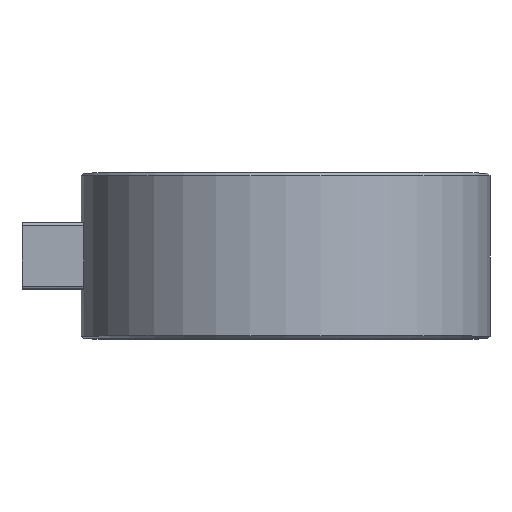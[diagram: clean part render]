
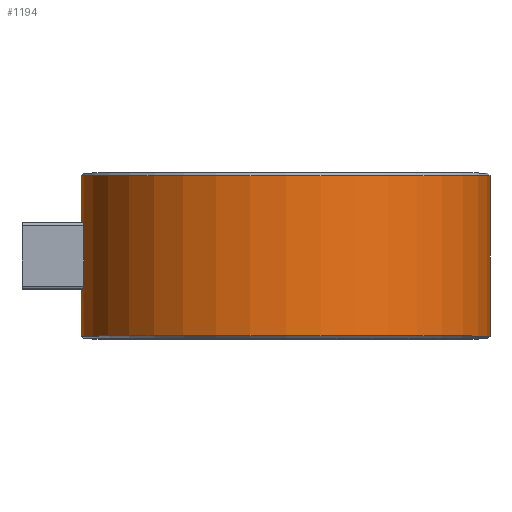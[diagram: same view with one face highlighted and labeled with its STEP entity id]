
A CAD part, top view. The second image highlights one B-rep face of the part: STEP entity #1194.
In plain terms, the highlighted cylindrical face has radius 148 mm (diameter 296 mm), a partial arc.
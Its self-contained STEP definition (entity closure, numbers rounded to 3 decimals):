
#76 = CARTESIAN_POINT ( 'NONE',  ( 148., 2., 0. ) ) ;
#256 = ORIENTED_EDGE ( 'NONE', *, *, #2951, .T. ) ;
#263 = CARTESIAN_POINT ( 'NONE',  ( -146.108, 36.777, 23.588 ) ) ;
#359 = ORIENTED_EDGE ( 'NONE', *, *, #3463, .F. ) ;
#388 = CARTESIAN_POINT ( 'NONE',  ( 148., 2., 0. ) ) ;
#592 = DIRECTION ( 'NONE',  ( 0., 1., 0. ) ) ;
#633 = CARTESIAN_POINT ( 'NONE',  ( -146.109, 83.227, 23.585 ) ) ;
#637 = EDGE_CURVE ( 'NONE', #940, #3519, #4020, .T. ) ;
#652 = DIRECTION ( 'NONE',  ( 0., -1., 0. ) ) ;
#767 = AXIS2_PLACEMENT_3D ( 'NONE', #3489, #2814, #3808 ) ;
#807 = AXIS2_PLACEMENT_3D ( 'NONE', #975, #3666, #3601 ) ;
#884 = CARTESIAN_POINT ( 'NONE',  ( -148., 2., 0. ) ) ;
#926 = CARTESIAN_POINT ( 'NONE',  ( -146.075, 37.109, 23.796 ) ) ;
#940 = VERTEX_POINT ( 'NONE', #2432 ) ;
#942 = CARTESIAN_POINT ( 'NONE',  ( -146.316, 36., 22.263 ) ) ;
#951 = VECTOR ( 'NONE', #3470, 1000. ) ;
#975 = CARTESIAN_POINT ( 'NONE',  ( 0., 2., 0. ) ) ;
#982 = CARTESIAN_POINT ( 'NONE',  ( 0., 84., 0. ) ) ;
#1000 = DIRECTION ( 'NONE',  ( -1., 0., 0. ) ) ;
#1130 = AXIS2_PLACEMENT_3D ( 'NONE', #982, #592, #1271 ) ;
#1142 = ORIENTED_EDGE ( 'NONE', *, *, #2534, .T. ) ;
#1194 = ADVANCED_FACE ( 'NONE', ( #2293 ), #1368, .T. ) ;
#1217 = CARTESIAN_POINT ( 'NONE',  ( -146.041, 2., 24. ) ) ;
#1240 = AXIS2_PLACEMENT_3D ( 'NONE', #1719, #1649, #1334 ) ;
#1256 = CARTESIAN_POINT ( 'NONE',  ( -146.122, 36.674, 23.503 ) ) ;
#1271 = DIRECTION ( 'NONE',  ( 0., 0., -1. ) ) ;
#1309 = CARTESIAN_POINT ( 'NONE',  ( -146.356, 36., 22. ) ) ;
#1334 = DIRECTION ( 'NONE',  ( 0., 0., -1. ) ) ;
#1368 = CYLINDRICAL_SURFACE ( 'NONE', #807, 148. ) ;
#1471 = CARTESIAN_POINT ( 'NONE',  ( 148., 118., 0. ) ) ;
#1507 = B_SPLINE_CURVE_WITH_KNOTS ( 'NONE', 3,
 ( #1909, #3572, #2547, #3872, #3207, #926, #2244, #263, #1256, #1601, #2920, #4224, #942, #2261 ),
 .UNSPECIFIED., .F., .F.,
 ( 4, 2, 2, 2, 2, 2, 4 ),
 ( 0., 0., 0.001, 0.001, 0.002, 0.002, 0.003 ),
 .UNSPECIFIED. ) ;
#1601 = CARTESIAN_POINT ( 'NONE',  ( -146.166, 36.398, 23.226 ) ) ;
#1613 = CARTESIAN_POINT ( 'NONE',  ( -146.152, 83.511, 23.317 ) ) ;
#1649 = DIRECTION ( 'NONE',  ( 0., 1., 0. ) ) ;
#1679 = CARTESIAN_POINT ( 'NONE',  ( 0., 118., 0. ) ) ;
#1715 = ORIENTED_EDGE ( 'NONE', *, *, #2390, .F. ) ;
#1719 = CARTESIAN_POINT ( 'NONE',  ( 0., 36., 0. ) ) ;
#1796 = CARTESIAN_POINT ( 'NONE',  ( -148., 84., 0. ) ) ;
#1886 = CARTESIAN_POINT ( 'NONE',  ( -146.316, 83.987, 22.261 ) ) ;
#1903 = CARTESIAN_POINT ( 'NONE',  ( -146.336, 84., 22.131 ) ) ;
#1909 = CARTESIAN_POINT ( 'NONE',  ( -146.041, 38., 24. ) ) ;
#1962 = CARTESIAN_POINT ( 'NONE',  ( -146.085, 83.008, 23.732 ) ) ;
#1971 = EDGE_CURVE ( 'NONE', #4184, #4113, #2135, .T. ) ;
#2005 = VECTOR ( 'NONE', #2943, 1000. ) ;
#2026 = VERTEX_POINT ( 'NONE', #2824 ) ;
#2135 = CIRCLE ( 'NONE', #1240, 148. ) ;
#2206 = ORIENTED_EDGE ( 'NONE', *, *, #637, .T. ) ;
#2221 = CARTESIAN_POINT ( 'NONE',  ( -146.168, 83.595, 23.214 ) ) ;
#2244 = CARTESIAN_POINT ( 'NONE',  ( -146.085, 36.994, 23.734 ) ) ;
#2254 = CARTESIAN_POINT ( 'NONE',  ( -146.277, 83.937, 22.515 ) ) ;
#2261 = CARTESIAN_POINT ( 'NONE',  ( -146.356, 36., 22. ) ) ;
#2277 = CARTESIAN_POINT ( 'NONE',  ( -146.22, 83.8, 22.882 ) ) ;
#2279 = CARTESIAN_POINT ( 'NONE',  ( -146.356, 84., 22. ) ) ;
#2293 = FACE_OUTER_BOUND ( 'NONE', #2551, .T. ) ;
#2308 = ORIENTED_EDGE ( 'NONE', *, *, #4089, .T. ) ;
#2328 = LINE ( 'NONE', #76, #2005 ) ;
#2359 = ORIENTED_EDGE ( 'NONE', *, *, #2756, .T. ) ;
#2366 = ORIENTED_EDGE ( 'NONE', *, *, #3623, .T. ) ;
#2390 = EDGE_CURVE ( 'NONE', #2435, #2026, #2486, .T. ) ;
#2432 = CARTESIAN_POINT ( 'NONE',  ( -148., 2., 0. ) ) ;
#2435 = VERTEX_POINT ( 'NONE', #3151 ) ;
#2438 = DIRECTION ( 'NONE',  ( 0., -1., 0. ) ) ;
#2486 = LINE ( 'NONE', #1217, #951 ) ;
#2504 = CIRCLE ( 'NONE', #1130, 148. ) ;
#2534 = EDGE_CURVE ( 'NONE', #2435, #4113, #1507, .T. ) ;
#2541 = CARTESIAN_POINT ( 'NONE',  ( -146.041, 82.266, 24. ) ) ;
#2547 = CARTESIAN_POINT ( 'NONE',  ( -146.043, 37.737, 23.987 ) ) ;
#2551 = EDGE_LOOP ( 'NONE', ( #256, #2366, #2308, #3095, #1715, #1142, #3212, #2359, #2206, #359 ) ) ;
#2689 = CIRCLE ( 'NONE', #2834, 148. ) ;
#2704 = VERTEX_POINT ( 'NONE', #1796 ) ;
#2756 = EDGE_CURVE ( 'NONE', #4184, #940, #3147, .T. ) ;
#2781 = VERTEX_POINT ( 'NONE', #3104 ) ;
#2814 = DIRECTION ( 'NONE',  ( 0., 1., 0. ) ) ;
#2824 = CARTESIAN_POINT ( 'NONE',  ( -146.041, 82., 24. ) ) ;
#2834 = AXIS2_PLACEMENT_3D ( 'NONE', #1679, #652, #1000 ) ;
#2872 = CARTESIAN_POINT ( 'NONE',  ( -146.202, 83.739, 22.997 ) ) ;
#2881 = LINE ( 'NONE', #884, #3516 ) ;
#2920 = CARTESIAN_POINT ( 'NONE',  ( -146.202, 36.25, 23.003 ) ) ;
#2939 = EDGE_CURVE ( 'NONE', #4177, #2026, #3494, .T. ) ;
#2943 = DIRECTION ( 'NONE',  ( 0., -1., 0. ) ) ;
#2951 = EDGE_CURVE ( 'NONE', #3239, #2781, #2689, .T. ) ;
#3095 = ORIENTED_EDGE ( 'NONE', *, *, #2939, .T. ) ;
#3104 = CARTESIAN_POINT ( 'NONE',  ( -148., 118., 0. ) ) ;
#3147 = LINE ( 'NONE', #3775, #3227 ) ;
#3151 = CARTESIAN_POINT ( 'NONE',  ( -146.041, 38., 24. ) ) ;
#3207 = CARTESIAN_POINT ( 'NONE',  ( -146.058, 37.352, 23.897 ) ) ;
#3212 = ORIENTED_EDGE ( 'NONE', *, *, #1971, .F. ) ;
#3227 = VECTOR ( 'NONE', #2438, 1000. ) ;
#3239 = VERTEX_POINT ( 'NONE', #1471 ) ;
#3243 = CARTESIAN_POINT ( 'NONE',  ( -146.356, 84., 22. ) ) ;
#3261 = CARTESIAN_POINT ( 'NONE',  ( -146.041, 82., 24. ) ) ;
#3463 = EDGE_CURVE ( 'NONE', #3239, #3519, #2328, .T. ) ;
#3470 = DIRECTION ( 'NONE',  ( 0., 1., 0. ) ) ;
#3489 = CARTESIAN_POINT ( 'NONE',  ( 0., 2., 0. ) ) ;
#3494 = B_SPLINE_CURVE_WITH_KNOTS ( 'NONE', 3,
 ( #3243, #1903, #1886, #2254, #3586, #2277, #2872, #2221, #1613, #3863, #633, #1962, #3840, #4179, #2541, #3261 ),
 .UNSPECIFIED., .F., .F.,
 ( 4, 2, 2, 2, 2, 2, 2, 4 ),
 ( 0., 0., 0.001, 0.001, 0.002, 0.002, 0.002, 0.003 ),
 .UNSPECIFIED. ) ;
#3516 = VECTOR ( 'NONE', #3554, 1000. ) ;
#3519 = VERTEX_POINT ( 'NONE', #388 ) ;
#3554 = DIRECTION ( 'NONE',  ( 0., -1., 0. ) ) ;
#3572 = CARTESIAN_POINT ( 'NONE',  ( -146.041, 37.867, 24. ) ) ;
#3586 = CARTESIAN_POINT ( 'NONE',  ( -146.258, 83.899, 22.641 ) ) ;
#3589 = CARTESIAN_POINT ( 'NONE',  ( -148., 36., 0. ) ) ;
#3601 = DIRECTION ( 'NONE',  ( 1., 0., 0. ) ) ;
#3623 = EDGE_CURVE ( 'NONE', #2781, #2704, #2881, .T. ) ;
#3666 = DIRECTION ( 'NONE',  ( 0., -1., 0. ) ) ;
#3775 = CARTESIAN_POINT ( 'NONE',  ( -148., 2., 0. ) ) ;
#3808 = DIRECTION ( 'NONE',  ( 1., 0., 0. ) ) ;
#3840 = CARTESIAN_POINT ( 'NONE',  ( -146.075, 82.892, 23.795 ) ) ;
#3863 = CARTESIAN_POINT ( 'NONE',  ( -146.122, 83.327, 23.502 ) ) ;
#3872 = CARTESIAN_POINT ( 'NONE',  ( -146.052, 37.48, 23.936 ) ) ;
#4020 = CIRCLE ( 'NONE', #767, 148. ) ;
#4089 = EDGE_CURVE ( 'NONE', #2704, #4177, #2504, .T. ) ;
#4113 = VERTEX_POINT ( 'NONE', #1309 ) ;
#4177 = VERTEX_POINT ( 'NONE', #2279 ) ;
#4179 = CARTESIAN_POINT ( 'NONE',  ( -146.05, 82.53, 23.946 ) ) ;
#4184 = VERTEX_POINT ( 'NONE', #3589 ) ;
#4224 = CARTESIAN_POINT ( 'NONE',  ( -146.276, 36.052, 22.524 ) ) ;
